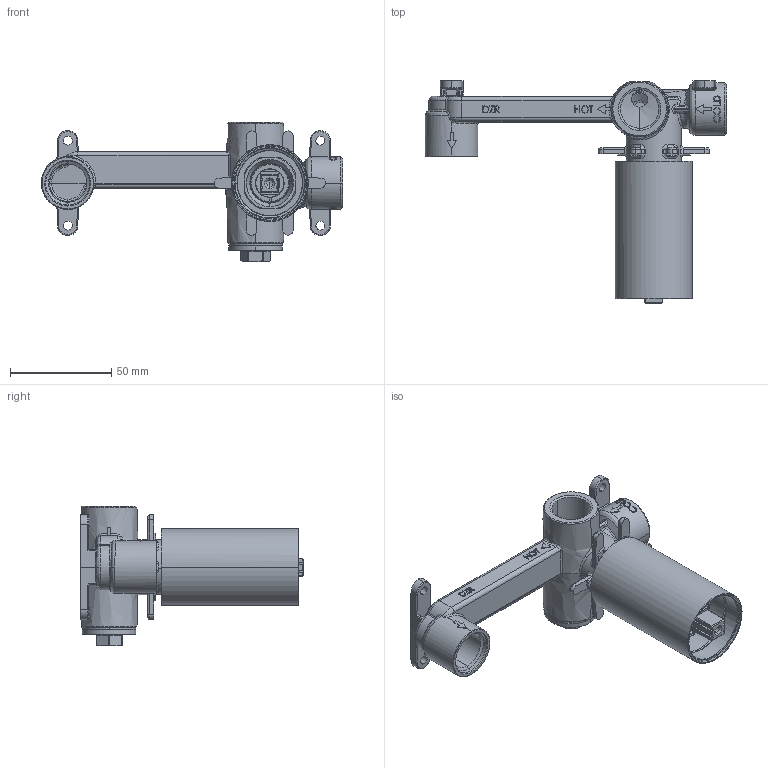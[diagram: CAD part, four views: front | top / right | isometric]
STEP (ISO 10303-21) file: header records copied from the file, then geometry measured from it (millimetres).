
FILE_DESCRIPTION(/* description */ (''),/* implementation_level */ '2;1');
FILE_NAME(/* name */ 'STEP - A5E3501..A_13707',/* time_stamp */ '2024-10-24T15:28:16+11:00',/* author */ (''),/* organization */ (''),/* preprocessor_version */ 'ST-DEVELOPER v16.5',/* originating_system */ 'Rhino 7.37',/* authorisation */ '');
FILE_SCHEMA (('CONFIG_CONTROL_DESIGN'));
Length unit declared in the file: millimetre
Products named in the file (9): Document; A5E3501C0A; A5511713_A5511740; 533510_Predeterminado; A5526332_Predeterminado2; A5228291_Predeterminado; A5223433_Predeterminado; A5433622_Predeterminado; A5059217_2o Giro a Caliente
Assembly tree (8 placements, depth 3):
  Document
    A5E3501C0A
      A5511713_A5511740
      533510_Predeterminado
      A5526332_Predeterminado2
      A5228291_Predeterminado
      A5223433_Predeterminado
      A5433622_Predeterminado
      A5059217_2o Giro a Caliente
Bounding box: 149 x 110 x 69 mm (x, y, z)
Volume: 32596 mm3; surface area: 66274.4 mm2
Topology: 9 solids, 12 shells, 1792 faces, 4581 edges, 2828 vertices
Faces by surface type: bspline 683, plane 557, cylinder 552
Entity records: 92646 total; most frequent: CARTESIAN_POINT 63137, ORIENTED_EDGE 9038, EDGE_CURVE 4540, B_SPLINE_CURVE_WITH_KNOTS 3190, VERTEX_POINT 2828, EDGE_LOOP 1892, ADVANCED_FACE 1792, FACE_OUTER_BOUND 1792
